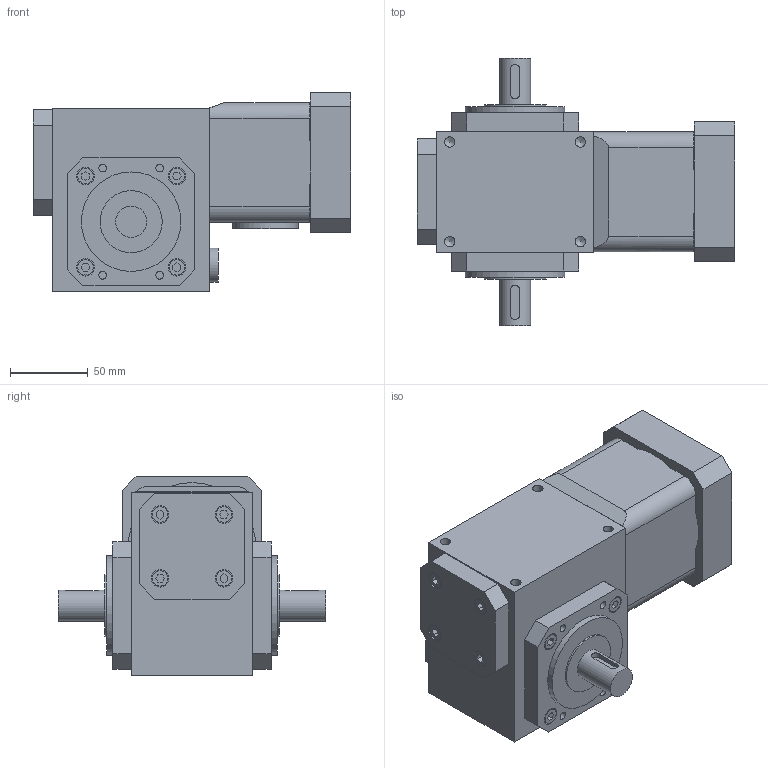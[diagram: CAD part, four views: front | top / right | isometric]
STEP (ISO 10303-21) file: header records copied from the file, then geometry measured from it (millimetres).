
FILE_DESCRIPTION(/* description */ ('Unknown'),/* implementation_level */ '2;1');
FILE_NAME(/* name */ 'W038010.SSDS03BDEBD-',/* time_stamp */ '2024-09-10T18:27:10-04:00',/* author */ ('Unknown'),/* organization */ ('Unknown'),/* preprocessor_version */ 'ST-DEVELOPER v18.1',/* originating_system */ 'Solid Edge',/* authorisation */ 'Unknown');
FILE_SCHEMA (('AUTOMOTIVE_DESIGN {1 0 10303 214 3 1 1}'));
Length unit declared in the file: millimetre
Products named in the file (7): W038010.SSDS03BDEBD-; 38WS-1-CP; 38WM-M20-CP; RG1520-D; MP1BDEB-CP; 38WM-OUTS; 38WS-WCAP
Assembly tree (7 placements, depth 2):
  W038010.SSDS03BDEBD-
    38WS-1-CP
    38WM-M20-CP
    RG1520-D
    MP1BDEB-CP
    38WM-OUTS  x2
    38WS-WCAP
Bounding box: 204.25 x 172 x 128.03 mm (x, y, z)
Volume: 1505910.8 mm3; surface area: 223571.8 mm2
Topology: 7 solids, 7 shells, 408 faces, 973 edges, 650 vertices
Faces by surface type: plane 269, cylinder 125, cone 14
Full cylindrical faces by diameter (mm): 4.134 x8, 4.917 x8, 5 x2, 6 x8, 6.647 x16, 10 x16, 11.25 x16, 14.005 x1, 20.005 x2, 21.9 x1, 38 x1, 39.92 x5, 40 x3, 58 x1, 60 x1, 63.945 x2, 82.053 x1
Entity records: 10862 total; most frequent: CARTESIAN_POINT 1560, DIRECTION 1551, ORIENTED_EDGE 1338, EDGE_CURVE 669, AXIS2_PLACEMENT_3D 545, FACE_BOUND 517, VERTEX_POINT 506, EDGE_LOOP 503
